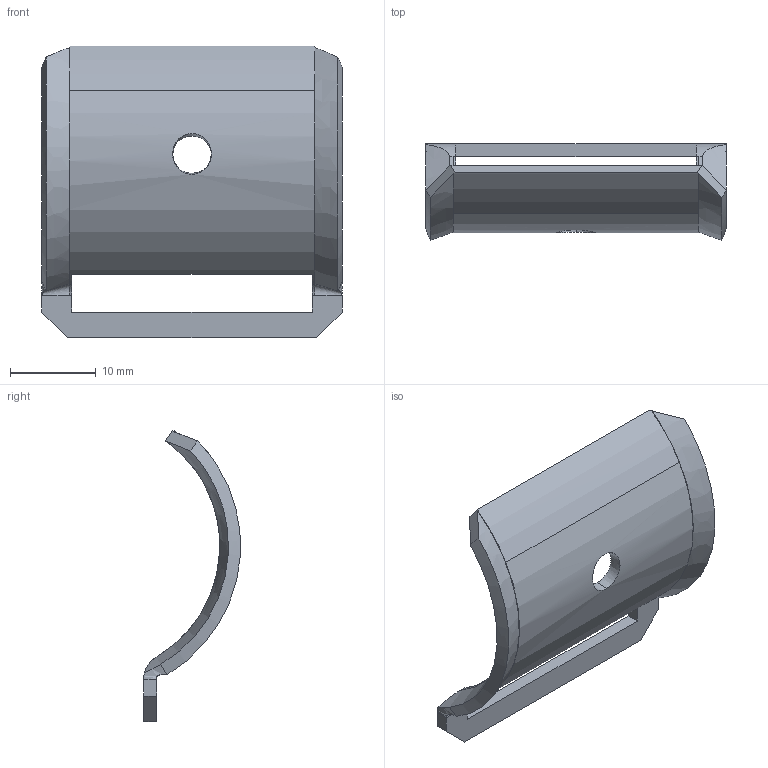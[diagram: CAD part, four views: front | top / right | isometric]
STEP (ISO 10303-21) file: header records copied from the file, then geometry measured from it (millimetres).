
FILE_DESCRIPTION((''),'2;1');
FILE_NAME('1199870','2015-07-28T',('AndreasKeweloh'),(''),'CREO PARAMETRIC BY PTC INC, 2015080','CREO PARAMETRIC BY PTC INC, 2015080','');
FILE_SCHEMA(('CONFIG_CONTROL_DESIGN'));
Length unit declared in the file: millimetre
Products named in the file (1): 1199870
Bounding box: 35.05 x 11.27 x 34 mm (x, y, z)
Volume: 1717.1 mm3; surface area: 2637.5 mm2
Topology: 1 solids, 1 shells, 48 faces, 124 edges, 76 vertices
Faces by surface type: plane 24, bspline 14, cylinder 8, extrusion 2
Entity records: 2407 total; most frequent: CARTESIAN_POINT 1291, ORIENTED_EDGE 248, DIRECTION 180, EDGE_CURVE 124, VERTEX_POINT 76, VECTOR 60, AXIS2_PLACEMENT_3D 60, LINE 58
